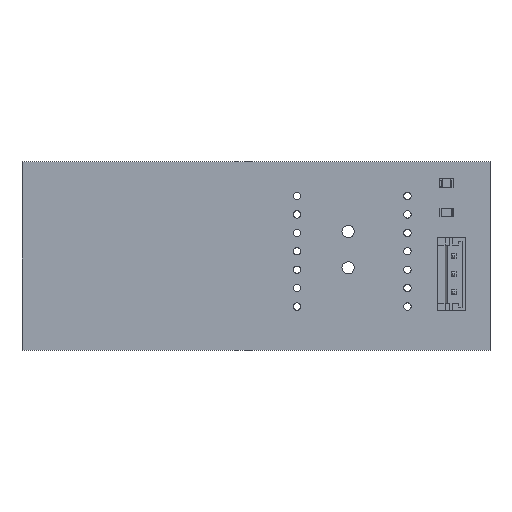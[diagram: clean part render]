
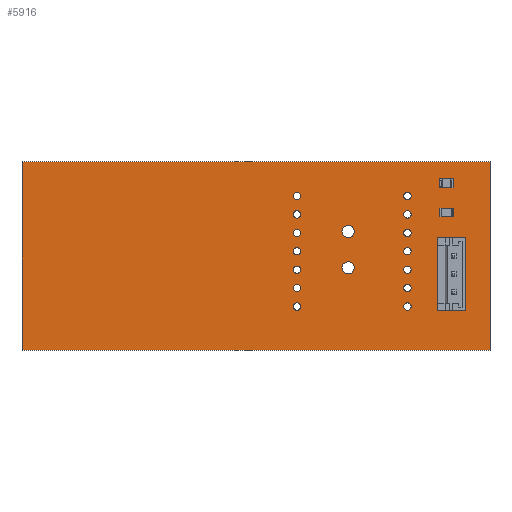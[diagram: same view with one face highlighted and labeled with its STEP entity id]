
A CAD part, top view. The second image highlights one B-rep face of the part: STEP entity #5916.
In plain terms, the highlighted planar face has unit normal (0, 0, 1).
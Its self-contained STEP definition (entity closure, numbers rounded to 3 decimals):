
#5595 = VERTEX_POINT('',#5596);
#5596 = CARTESIAN_POINT('',(92.,-78.5,1.6));
#5602 = EDGE_CURVE('',#5595,#5603,#5605,.T.);
#5603 = VERTEX_POINT('',#5604);
#5604 = CARTESIAN_POINT('',(27.5,-78.5,1.6));
#5605 = LINE('',#5606,#5607);
#5606 = CARTESIAN_POINT('',(92.,-78.5,1.6));
#5607 = VECTOR('',#5608,1.);
#5608 = DIRECTION('',(-1.,0.,0.));
#5635 = VERTEX_POINT('',#5636);
#5636 = CARTESIAN_POINT('',(92.,-52.5,1.6));
#5642 = EDGE_CURVE('',#5635,#5595,#5643,.T.);
#5643 = LINE('',#5644,#5645);
#5644 = CARTESIAN_POINT('',(92.,-52.5,1.6));
#5645 = VECTOR('',#5646,1.);
#5646 = DIRECTION('',(0.,-1.,0.));
#5664 = EDGE_CURVE('',#5603,#5665,#5667,.T.);
#5665 = VERTEX_POINT('',#5666);
#5666 = CARTESIAN_POINT('',(27.5,-52.5,1.6));
#5667 = LINE('',#5668,#5669);
#5668 = CARTESIAN_POINT('',(27.5,-78.5,1.6));
#5669 = VECTOR('',#5670,1.);
#5670 = DIRECTION('',(0.,1.,0.));
#5916 = ADVANCED_FACE('',(#5917,#5928,#5939,#5950,#5961,#5972,#5983,
    #5994,#6005,#6016,#6027,#6038,#6049,#6060,#6071,#6082,#6093,#6104,
    #6115,#6126),#6137,.T.);
#5917 = FACE_BOUND('',#5918,.T.);
#5918 = EDGE_LOOP('',(#5919,#5920,#5921,#5927));
#5919 = ORIENTED_EDGE('',*,*,#5602,.F.);
#5920 = ORIENTED_EDGE('',*,*,#5642,.F.);
#5921 = ORIENTED_EDGE('',*,*,#5922,.F.);
#5922 = EDGE_CURVE('',#5665,#5635,#5923,.T.);
#5923 = LINE('',#5924,#5925);
#5924 = CARTESIAN_POINT('',(27.5,-52.5,1.6));
#5925 = VECTOR('',#5926,1.);
#5926 = DIRECTION('',(1.,0.,0.));
#5927 = ORIENTED_EDGE('',*,*,#5664,.F.);
#5928 = FACE_BOUND('',#5929,.T.);
#5929 = EDGE_LOOP('',(#5930));
#5930 = ORIENTED_EDGE('',*,*,#5931,.T.);
#5931 = EDGE_CURVE('',#5932,#5932,#5934,.T.);
#5932 = VERTEX_POINT('',#5933);
#5933 = CARTESIAN_POINT('',(65.38,-72.979,1.6));
#5934 = CIRCLE('',#5935,0.508);
#5935 = AXIS2_PLACEMENT_3D('',#5936,#5937,#5938);
#5936 = CARTESIAN_POINT('',(65.38,-72.471,1.6));
#5937 = DIRECTION('',(-0.,0.,-1.));
#5938 = DIRECTION('',(-0.,-1.,0.));
#5939 = FACE_BOUND('',#5940,.T.);
#5940 = EDGE_LOOP('',(#5941));
#5941 = ORIENTED_EDGE('',*,*,#5942,.T.);
#5942 = EDGE_CURVE('',#5943,#5943,#5945,.T.);
#5943 = VERTEX_POINT('',#5944);
#5944 = CARTESIAN_POINT('',(65.38,-70.439,1.6));
#5945 = CIRCLE('',#5946,0.508);
#5946 = AXIS2_PLACEMENT_3D('',#5947,#5948,#5949);
#5947 = CARTESIAN_POINT('',(65.38,-69.931,1.6));
#5948 = DIRECTION('',(-0.,0.,-1.));
#5949 = DIRECTION('',(-0.,-1.,0.));
#5950 = FACE_BOUND('',#5951,.T.);
#5951 = EDGE_LOOP('',(#5952));
#5952 = ORIENTED_EDGE('',*,*,#5953,.T.);
#5953 = EDGE_CURVE('',#5954,#5954,#5956,.T.);
#5954 = VERTEX_POINT('',#5955);
#5955 = CARTESIAN_POINT('',(65.38,-67.899,1.6));
#5956 = CIRCLE('',#5957,0.508);
#5957 = AXIS2_PLACEMENT_3D('',#5958,#5959,#5960);
#5958 = CARTESIAN_POINT('',(65.38,-67.391,1.6));
#5959 = DIRECTION('',(-0.,0.,-1.));
#5960 = DIRECTION('',(-0.,-1.,0.));
#5961 = FACE_BOUND('',#5962,.T.);
#5962 = EDGE_LOOP('',(#5963));
#5963 = ORIENTED_EDGE('',*,*,#5964,.T.);
#5964 = EDGE_CURVE('',#5965,#5965,#5967,.T.);
#5965 = VERTEX_POINT('',#5966);
#5966 = CARTESIAN_POINT('',(72.45,-67.978,1.6));
#5967 = CIRCLE('',#5968,0.85);
#5968 = AXIS2_PLACEMENT_3D('',#5969,#5970,#5971);
#5969 = CARTESIAN_POINT('',(72.45,-67.128,1.6));
#5970 = DIRECTION('',(-0.,0.,-1.));
#5971 = DIRECTION('',(0.,-1.,-0.));
#5972 = FACE_BOUND('',#5973,.T.);
#5973 = EDGE_LOOP('',(#5974));
#5974 = ORIENTED_EDGE('',*,*,#5975,.T.);
#5975 = EDGE_CURVE('',#5976,#5976,#5978,.T.);
#5976 = VERTEX_POINT('',#5977);
#5977 = CARTESIAN_POINT('',(80.62,-72.979,1.6));
#5978 = CIRCLE('',#5979,0.508);
#5979 = AXIS2_PLACEMENT_3D('',#5980,#5981,#5982);
#5980 = CARTESIAN_POINT('',(80.62,-72.471,1.6));
#5981 = DIRECTION('',(-0.,0.,-1.));
#5982 = DIRECTION('',(-0.,-1.,0.));
#5983 = FACE_BOUND('',#5984,.T.);
#5984 = EDGE_LOOP('',(#5985));
#5985 = ORIENTED_EDGE('',*,*,#5986,.T.);
#5986 = EDGE_CURVE('',#5987,#5987,#5989,.T.);
#5987 = VERTEX_POINT('',#5988);
#5988 = CARTESIAN_POINT('',(80.62,-70.439,1.6));
#5989 = CIRCLE('',#5990,0.508);
#5990 = AXIS2_PLACEMENT_3D('',#5991,#5992,#5993);
#5991 = CARTESIAN_POINT('',(80.62,-69.931,1.6));
#5992 = DIRECTION('',(-0.,0.,-1.));
#5993 = DIRECTION('',(-0.,-1.,0.));
#5994 = FACE_BOUND('',#5995,.T.);
#5995 = EDGE_LOOP('',(#5996));
#5996 = ORIENTED_EDGE('',*,*,#5997,.T.);
#5997 = EDGE_CURVE('',#5998,#5998,#6000,.T.);
#5998 = VERTEX_POINT('',#5999);
#5999 = CARTESIAN_POINT('',(87.,-70.975,1.6));
#6000 = CIRCLE('',#6001,0.475);
#6001 = AXIS2_PLACEMENT_3D('',#6002,#6003,#6004);
#6002 = CARTESIAN_POINT('',(87.,-70.5,1.6));
#6003 = DIRECTION('',(-0.,0.,-1.));
#6004 = DIRECTION('',(-0.,-1.,0.));
#6005 = FACE_BOUND('',#6006,.T.);
#6006 = EDGE_LOOP('',(#6007));
#6007 = ORIENTED_EDGE('',*,*,#6008,.T.);
#6008 = EDGE_CURVE('',#6009,#6009,#6011,.T.);
#6009 = VERTEX_POINT('',#6010);
#6010 = CARTESIAN_POINT('',(80.62,-67.899,1.6));
#6011 = CIRCLE('',#6012,0.508);
#6012 = AXIS2_PLACEMENT_3D('',#6013,#6014,#6015);
#6013 = CARTESIAN_POINT('',(80.62,-67.391,1.6));
#6014 = DIRECTION('',(-0.,0.,-1.));
#6015 = DIRECTION('',(-0.,-1.,0.));
#6016 = FACE_BOUND('',#6017,.T.);
#6017 = EDGE_LOOP('',(#6018));
#6018 = ORIENTED_EDGE('',*,*,#6019,.T.);
#6019 = EDGE_CURVE('',#6020,#6020,#6022,.T.);
#6020 = VERTEX_POINT('',#6021);
#6021 = CARTESIAN_POINT('',(80.62,-65.359,1.6));
#6022 = CIRCLE('',#6023,0.508);
#6023 = AXIS2_PLACEMENT_3D('',#6024,#6025,#6026);
#6024 = CARTESIAN_POINT('',(80.62,-64.851,1.6));
#6025 = DIRECTION('',(-0.,0.,-1.));
#6026 = DIRECTION('',(-0.,-1.,0.));
#6027 = FACE_BOUND('',#6028,.T.);
#6028 = EDGE_LOOP('',(#6029));
#6029 = ORIENTED_EDGE('',*,*,#6030,.T.);
#6030 = EDGE_CURVE('',#6031,#6031,#6033,.T.);
#6031 = VERTEX_POINT('',#6032);
#6032 = CARTESIAN_POINT('',(87.,-68.475,1.6));
#6033 = CIRCLE('',#6034,0.475);
#6034 = AXIS2_PLACEMENT_3D('',#6035,#6036,#6037);
#6035 = CARTESIAN_POINT('',(87.,-68.,1.6));
#6036 = DIRECTION('',(-0.,0.,-1.));
#6037 = DIRECTION('',(-0.,-1.,0.));
#6038 = FACE_BOUND('',#6039,.T.);
#6039 = EDGE_LOOP('',(#6040));
#6040 = ORIENTED_EDGE('',*,*,#6041,.T.);
#6041 = EDGE_CURVE('',#6042,#6042,#6044,.T.);
#6042 = VERTEX_POINT('',#6043);
#6043 = CARTESIAN_POINT('',(87.,-65.975,1.6));
#6044 = CIRCLE('',#6045,0.475);
#6045 = AXIS2_PLACEMENT_3D('',#6046,#6047,#6048);
#6046 = CARTESIAN_POINT('',(87.,-65.5,1.6));
#6047 = DIRECTION('',(-0.,0.,-1.));
#6048 = DIRECTION('',(-0.,-1.,0.));
#6049 = FACE_BOUND('',#6050,.T.);
#6050 = EDGE_LOOP('',(#6051));
#6051 = ORIENTED_EDGE('',*,*,#6052,.T.);
#6052 = EDGE_CURVE('',#6053,#6053,#6055,.T.);
#6053 = VERTEX_POINT('',#6054);
#6054 = CARTESIAN_POINT('',(65.38,-65.359,1.6));
#6055 = CIRCLE('',#6056,0.508);
#6056 = AXIS2_PLACEMENT_3D('',#6057,#6058,#6059);
#6057 = CARTESIAN_POINT('',(65.38,-64.851,1.6));
#6058 = DIRECTION('',(-0.,0.,-1.));
#6059 = DIRECTION('',(-0.,-1.,0.));
#6060 = FACE_BOUND('',#6061,.T.);
#6061 = EDGE_LOOP('',(#6062));
#6062 = ORIENTED_EDGE('',*,*,#6063,.T.);
#6063 = EDGE_CURVE('',#6064,#6064,#6066,.T.);
#6064 = VERTEX_POINT('',#6065);
#6065 = CARTESIAN_POINT('',(65.38,-62.819,1.6));
#6066 = CIRCLE('',#6067,0.508);
#6067 = AXIS2_PLACEMENT_3D('',#6068,#6069,#6070);
#6068 = CARTESIAN_POINT('',(65.38,-62.311,1.6));
#6069 = DIRECTION('',(-0.,0.,-1.));
#6070 = DIRECTION('',(-0.,-1.,0.));
#6071 = FACE_BOUND('',#6072,.T.);
#6072 = EDGE_LOOP('',(#6073));
#6073 = ORIENTED_EDGE('',*,*,#6074,.T.);
#6074 = EDGE_CURVE('',#6075,#6075,#6077,.T.);
#6075 = VERTEX_POINT('',#6076);
#6076 = CARTESIAN_POINT('',(72.45,-62.978,1.6));
#6077 = CIRCLE('',#6078,0.85);
#6078 = AXIS2_PLACEMENT_3D('',#6079,#6080,#6081);
#6079 = CARTESIAN_POINT('',(72.45,-62.128,1.6));
#6080 = DIRECTION('',(-0.,0.,-1.));
#6081 = DIRECTION('',(0.,-1.,-0.));
#6082 = FACE_BOUND('',#6083,.T.);
#6083 = EDGE_LOOP('',(#6084));
#6084 = ORIENTED_EDGE('',*,*,#6085,.T.);
#6085 = EDGE_CURVE('',#6086,#6086,#6088,.T.);
#6086 = VERTEX_POINT('',#6087);
#6087 = CARTESIAN_POINT('',(65.38,-60.279,1.6));
#6088 = CIRCLE('',#6089,0.508);
#6089 = AXIS2_PLACEMENT_3D('',#6090,#6091,#6092);
#6090 = CARTESIAN_POINT('',(65.38,-59.771,1.6));
#6091 = DIRECTION('',(-0.,0.,-1.));
#6092 = DIRECTION('',(-0.,-1.,0.));
#6093 = FACE_BOUND('',#6094,.T.);
#6094 = EDGE_LOOP('',(#6095));
#6095 = ORIENTED_EDGE('',*,*,#6096,.T.);
#6096 = EDGE_CURVE('',#6097,#6097,#6099,.T.);
#6097 = VERTEX_POINT('',#6098);
#6098 = CARTESIAN_POINT('',(65.38,-57.739,1.6));
#6099 = CIRCLE('',#6100,0.508);
#6100 = AXIS2_PLACEMENT_3D('',#6101,#6102,#6103);
#6101 = CARTESIAN_POINT('',(65.38,-57.231,1.6));
#6102 = DIRECTION('',(-0.,0.,-1.));
#6103 = DIRECTION('',(-0.,-1.,0.));
#6104 = FACE_BOUND('',#6105,.T.);
#6105 = EDGE_LOOP('',(#6106));
#6106 = ORIENTED_EDGE('',*,*,#6107,.T.);
#6107 = EDGE_CURVE('',#6108,#6108,#6110,.T.);
#6108 = VERTEX_POINT('',#6109);
#6109 = CARTESIAN_POINT('',(80.62,-62.819,1.6));
#6110 = CIRCLE('',#6111,0.508);
#6111 = AXIS2_PLACEMENT_3D('',#6112,#6113,#6114);
#6112 = CARTESIAN_POINT('',(80.62,-62.311,1.6));
#6113 = DIRECTION('',(-0.,0.,-1.));
#6114 = DIRECTION('',(-0.,-1.,0.));
#6115 = FACE_BOUND('',#6116,.T.);
#6116 = EDGE_LOOP('',(#6117));
#6117 = ORIENTED_EDGE('',*,*,#6118,.T.);
#6118 = EDGE_CURVE('',#6119,#6119,#6121,.T.);
#6119 = VERTEX_POINT('',#6120);
#6120 = CARTESIAN_POINT('',(80.62,-60.279,1.6));
#6121 = CIRCLE('',#6122,0.508);
#6122 = AXIS2_PLACEMENT_3D('',#6123,#6124,#6125);
#6123 = CARTESIAN_POINT('',(80.62,-59.771,1.6));
#6124 = DIRECTION('',(-0.,0.,-1.));
#6125 = DIRECTION('',(-0.,-1.,0.));
#6126 = FACE_BOUND('',#6127,.T.);
#6127 = EDGE_LOOP('',(#6128));
#6128 = ORIENTED_EDGE('',*,*,#6129,.T.);
#6129 = EDGE_CURVE('',#6130,#6130,#6132,.T.);
#6130 = VERTEX_POINT('',#6131);
#6131 = CARTESIAN_POINT('',(80.62,-57.739,1.6));
#6132 = CIRCLE('',#6133,0.508);
#6133 = AXIS2_PLACEMENT_3D('',#6134,#6135,#6136);
#6134 = CARTESIAN_POINT('',(80.62,-57.231,1.6));
#6135 = DIRECTION('',(-0.,0.,-1.));
#6136 = DIRECTION('',(-0.,-1.,0.));
#6137 = PLANE('',#6138);
#6138 = AXIS2_PLACEMENT_3D('',#6139,#6140,#6141);
#6139 = CARTESIAN_POINT('',(0.,0.,1.6));
#6140 = DIRECTION('',(0.,0.,1.));
#6141 = DIRECTION('',(1.,0.,-0.));
